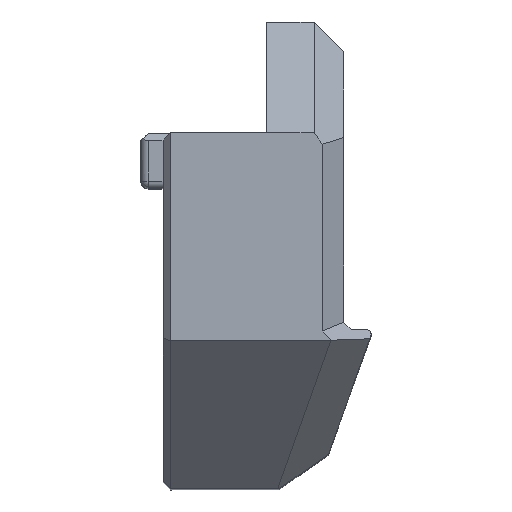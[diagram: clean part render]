
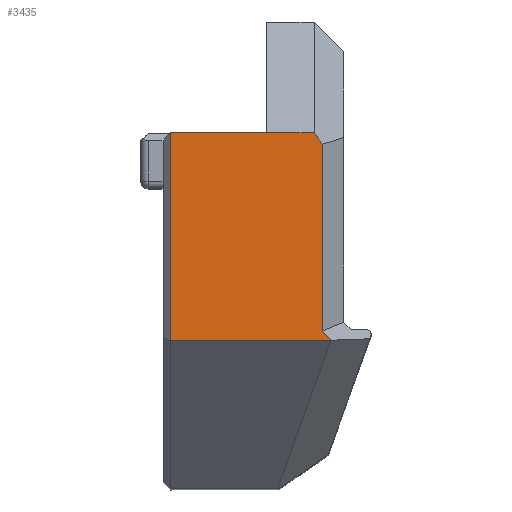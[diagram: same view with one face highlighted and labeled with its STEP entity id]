
A CAD part, top view. The second image highlights one B-rep face of the part: STEP entity #3435.
In plain terms, the highlighted planar face has unit normal (0, 0, 1).
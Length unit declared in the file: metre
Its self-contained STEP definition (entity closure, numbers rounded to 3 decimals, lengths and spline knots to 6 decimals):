
#569=ORIENTED_EDGE('',*,*,#1489,.F.);
#570=ORIENTED_EDGE('',*,*,#1488,.F.);
#571=ORIENTED_EDGE('',*,*,#1406,.F.);
#572=ORIENTED_EDGE('',*,*,#1387,.F.);
#573=ORIENTED_EDGE('',*,*,#1423,.T.);
#574=ORIENTED_EDGE('',*,*,#1490,.T.);
#575=ORIENTED_EDGE('',*,*,#1419,.T.);
#576=ORIENTED_EDGE('',*,*,#1473,.F.);
#577=ORIENTED_EDGE('',*,*,#1469,.F.);
#1387=EDGE_CURVE('',#1875,#1874,#2224,.T.);
#1406=EDGE_CURVE('',#1874,#1892,#2243,.T.);
#1419=EDGE_CURVE('',#1903,#1897,#2256,.T.);
#1423=EDGE_CURVE('',#1875,#1905,#2260,.T.);
#1469=EDGE_CURVE('',#1933,#1935,#2292,.T.);
#1473=EDGE_CURVE('',#1935,#1897,#2296,.T.);
#1488=EDGE_CURVE('',#1892,#1945,#2311,.T.);
#1489=EDGE_CURVE('',#1945,#1933,#2312,.T.);
#1490=EDGE_CURVE('',#1905,#1903,#2313,.T.);
#1874=VERTEX_POINT('',#4692);
#1875=VERTEX_POINT('',#4695);
#1892=VERTEX_POINT('',#4735);
#1897=VERTEX_POINT('',#4748);
#1903=VERTEX_POINT('',#4763);
#1905=VERTEX_POINT('',#4771);
#1933=VERTEX_POINT('',#4861);
#1935=VERTEX_POINT('',#4864);
#1945=VERTEX_POINT('',#4898);
#2224=LINE('',#4696,#2572);
#2243=LINE('',#4734,#2591);
#2256=LINE('',#4762,#2604);
#2260=LINE('',#4770,#2608);
#2292=LINE('',#4863,#2640);
#2296=LINE('',#4871,#2644);
#2311=LINE('',#4899,#2659);
#2312=LINE('',#4901,#2660);
#2313=LINE('',#4902,#2661);
#2572=VECTOR('',#3941,1.);
#2591=VECTOR('',#3966,1.);
#2604=VECTOR('',#3987,1.);
#2608=VECTOR('',#3995,1.);
#2640=VECTOR('',#4089,1.);
#2644=VECTOR('',#4095,1.);
#2659=VECTOR('',#4120,1.);
#2660=VECTOR('',#4123,1.);
#2661=VECTOR('',#4124,1.);
#2914=EDGE_LOOP('',(#569,#570,#571,#572,#573,#574,#575,#576,#577));
#3119=FACE_BOUND('',#2914,.T.);
#3304=PLANE('',#3667);
#3435=ADVANCED_FACE('',(#3119),#3304,.F.);
#3667=AXIS2_PLACEMENT_3D('',#4900,#4121,#4122);
#3941=DIRECTION('',(0.577,-0.816,0.));
#3966=DIRECTION('',(0.,-1.,0.));
#3987=DIRECTION('',(-1.,0.,0.));
#3995=DIRECTION('',(-1.,0.,0.));
#4089=DIRECTION('',(-1.,0.,0.));
#4095=DIRECTION('',(0.,1.,0.));
#4120=DIRECTION('',(0.707,-0.707,0.));
#4121=DIRECTION('',(0.,0.,-1.));
#4122=DIRECTION('',(1.,0.,0.));
#4123=DIRECTION('',(-0.743,-0.669,0.));
#4124=DIRECTION('',(0.,-1.,0.));
#4692=CARTESIAN_POINT('',(0.004339,0.003683,0.047999));
#4695=CARTESIAN_POINT('',(0.003893,0.004312,0.047999));
#4696=CARTESIAN_POINT('',(0.004917,0.002864,0.047999));
#4734=CARTESIAN_POINT('',(0.004339,-0.00468,0.047999));
#4735=CARTESIAN_POINT('',(0.004339,-0.006428,0.047999));
#4748=CARTESIAN_POINT('',(-0.003893,0.004311,0.047999));
#4762=CARTESIAN_POINT('',(-0.001458,0.004311,0.047999));
#4763=CARTESIAN_POINT('',(0.001307,0.004311,0.047999));
#4770=CARTESIAN_POINT('',(0.001377,0.004312,0.047999));
#4771=CARTESIAN_POINT('',(0.001307,0.004312,0.047999));
#4861=CARTESIAN_POINT('',(0.004793,-0.006969,0.047999));
#4863=CARTESIAN_POINT('',(-0.001458,-0.006969,0.047999));
#4864=CARTESIAN_POINT('',(-0.003893,-0.006969,0.047999));
#4871=CARTESIAN_POINT('',(-0.003893,0.0004,0.047999));
#4898=CARTESIAN_POINT('',(0.004839,-0.006928,0.047999));
#4899=CARTESIAN_POINT('',(0.003138,-0.005228,0.047999));
#4900=CARTESIAN_POINT('',(0.001377,-0.00351,0.047999));
#4901=CARTESIAN_POINT('',(0.003621,-0.008024,0.047999));
#4902=CARTESIAN_POINT('',(0.001307,0.002401,0.047999));
